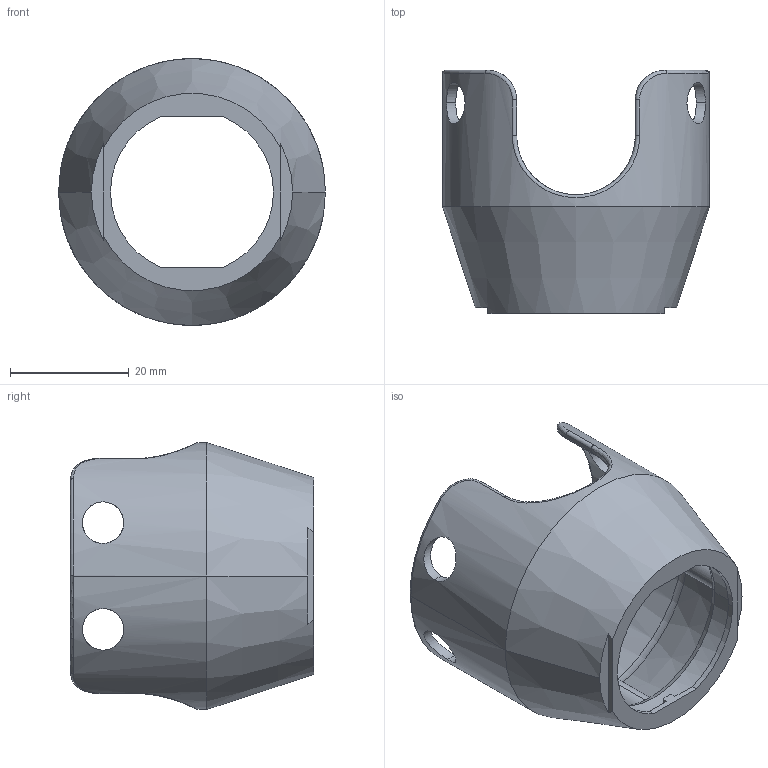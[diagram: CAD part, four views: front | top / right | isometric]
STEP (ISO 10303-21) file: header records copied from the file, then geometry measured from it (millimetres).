
FILE_DESCRIPTION(('STEP AP242'),'1');
FILE_NAME('zbz1605.stp','2018-12-12T11:18:41',('TraceParts'),('TraceParts S.A.'),'Spatial InterOp 3D',' ',' ');
FILE_SCHEMA(('AP242_MANAGED_MODEL_BASED_3D_ENGINEERING_MIM_LF {1 0 10303 442 1 1 4}'));
Length unit declared in the file: millimetre
Products named in the file (1): zbz1605
Bounding box: 45 x 41 x 45 mm (x, y, z)
Volume: 8004 mm3; surface area: 9843 mm2
Topology: 1 solids, 1 shells, 112 faces, 298 edges, 188 vertices
Faces by surface type: cylinder 44, plane 34, torus 16, bspline 12, cone 6
Entity records: 4873 total; most frequent: CARTESIAN_POINT 2143, ORIENTED_EDGE 596, DIRECTION 548, EDGE_CURVE 298, AXIS2_PLACEMENT_3D 221, VERTEX_POINT 188, EDGE_LOOP 122, CIRCLE 120
